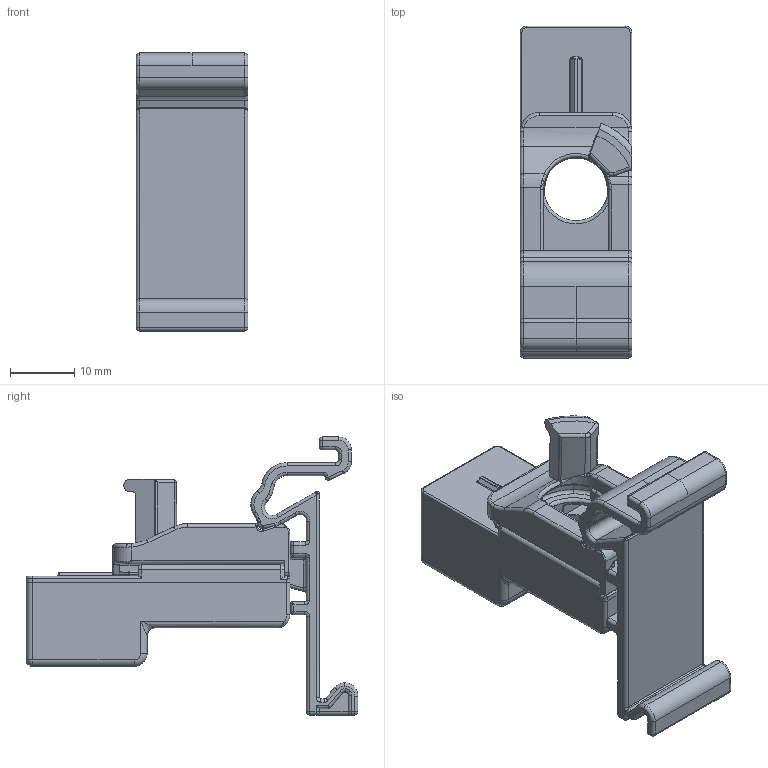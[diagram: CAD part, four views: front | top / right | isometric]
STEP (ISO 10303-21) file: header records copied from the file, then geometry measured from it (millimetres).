
FILE_DESCRIPTION (( 'STEP AP214' ), '1' );
FILE_NAME ('8880240 CMS-120DR.STEP', '2016-03-17T07:23:54', ( '' ), ( '' ), 'SwSTEP 2.0', 'SolidWorks 2015', '' );
FILE_SCHEMA (( 'AUTOMOTIVE_DESIGN' ));
Length unit declared in the file: millimetre
Products named in the file (9): 8880240 CMS-120DR; 8880183_8880183 CMS-ALPS DR ; 8880187_8880187 mit Schr„ge; 8880299_f〉 STEP ohne Innenteile, ohne Druck; 8880205_F〉 STEP ohne Innenteile; 8880358_8880358kurz; 8880361; 8880163_8880163; 8880155_8880155
Assembly tree (8 placements, depth 4):
  8880240 CMS-120DR
    8880299_f〉 STEP ohne Innenteile, ohne Druck
      8880205_F〉 STEP ohne Innenteile
        8880155_8880155
        8880163_8880163
        8880361
        8880358_8880358kurz
    8880187_8880187 mit Schr„ge
    8880183_8880183 CMS-ALPS DR 
Bounding box: 17.4 x 51.55 x 43.2 mm (x, y, z)
Volume: 7019.7 mm3; surface area: 11694.2 mm2
Topology: 5 solids, 8 shells, 2254 faces, 5618 edges, 3385 vertices
Faces by surface type: plane 832, cylinder 633, bspline 524, torus 180, sphere 53, cone 32
Entity records: 93292 total; most frequent: CARTESIAN_POINT 40817, ORIENTED_EDGE 11040, DIRECTION 9167, EDGE_CURVE 5529, VERTEX_POINT 3385, AXIS2_PLACEMENT_3D 3073, VECTOR 3021, LINE 3021
